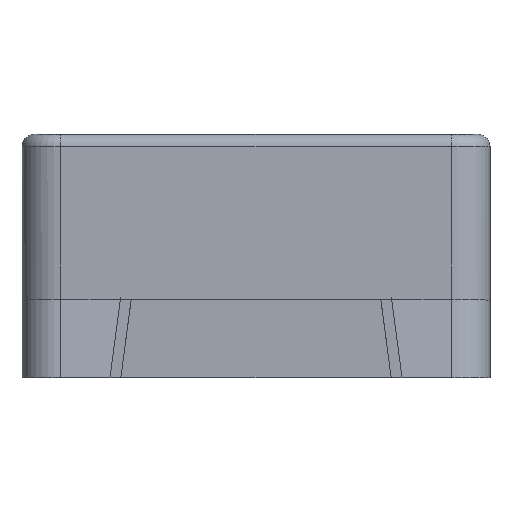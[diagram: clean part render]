
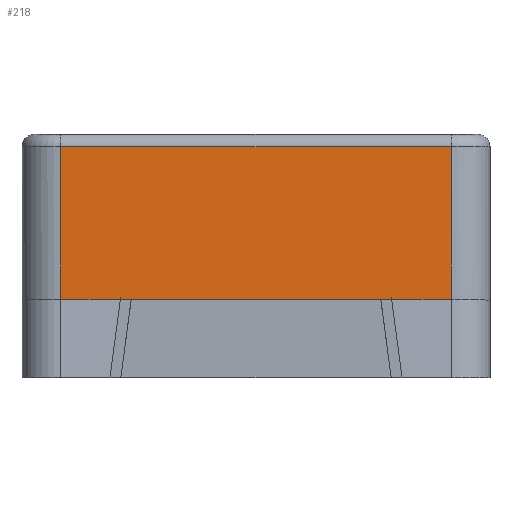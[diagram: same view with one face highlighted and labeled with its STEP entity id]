
A CAD part, front view. The second image highlights one B-rep face of the part: STEP entity #218.
In plain terms, the highlighted planar face has unit normal (0, -1, 0).
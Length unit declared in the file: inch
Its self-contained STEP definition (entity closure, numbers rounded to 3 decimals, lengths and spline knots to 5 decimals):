
#218=ADVANCED_FACE('',(#317),#290,.T.);
#290=PLANE('',#1381);
#317=FACE_OUTER_BOUND('',#388,.T.);
#388=EDGE_LOOP('',(#470,#471,#472,#473,#474,#475));
#470=ORIENTED_EDGE('',*,*,#962,.T.);
#471=ORIENTED_EDGE('',*,*,#963,.T.);
#472=ORIENTED_EDGE('',*,*,#964,.T.);
#473=ORIENTED_EDGE('',*,*,#965,.T.);
#474=ORIENTED_EDGE('',*,*,#966,.T.);
#475=ORIENTED_EDGE('',*,*,#967,.T.);
#848=VERTEX_POINT('',#1912);
#849=VERTEX_POINT('',#1913);
#850=VERTEX_POINT('',#1915);
#851=VERTEX_POINT('',#1917);
#852=VERTEX_POINT('',#1919);
#853=VERTEX_POINT('',#1921);
#962=EDGE_CURVE('',#848,#849,#1151,.T.);
#963=EDGE_CURVE('',#849,#850,#1152,.T.);
#964=EDGE_CURVE('',#850,#851,#1153,.T.);
#965=EDGE_CURVE('',#851,#852,#1154,.T.);
#966=EDGE_CURVE('',#852,#853,#1155,.T.);
#967=EDGE_CURVE('',#853,#848,#1156,.T.);
#1151=LINE('',#1911,#1269);
#1152=LINE('',#1914,#1270);
#1153=LINE('',#1916,#1271);
#1154=LINE('',#1918,#1272);
#1155=LINE('',#1920,#1273);
#1156=LINE('',#1922,#1274);
#1269=VECTOR('',#1523,1.);
#1270=VECTOR('',#1524,1.);
#1271=VECTOR('',#1525,1.);
#1272=VECTOR('',#1526,1.);
#1273=VECTOR('',#1527,1.);
#1274=VECTOR('',#1528,1.);
#1381=AXIS2_PLACEMENT_3D('',#1923,#1529,#1530);
#1523=DIRECTION('',(0.,0.,1.));
#1524=DIRECTION('',(-1.,0.,0.));
#1525=DIRECTION('',(0.,0.,-1.));
#1526=DIRECTION('',(1.,0.,0.));
#1527=DIRECTION('',(1.,0.,0.));
#1528=DIRECTION('',(1.,0.,0.));
#1529=DIRECTION('',(0.,-1.,0.));
#1530=DIRECTION('',(0.,0.,-1.));
#1911=CARTESIAN_POINT('',(0.344,0.,0.));
#1912=CARTESIAN_POINT('',(0.344,0.,0.063));
#1913=CARTESIAN_POINT('',(0.344,0.,0.185));
#1914=CARTESIAN_POINT('',(0.1875,0.,0.185));
#1915=CARTESIAN_POINT('',(0.031,0.,0.185));
#1916=CARTESIAN_POINT('',(0.031,0.,0.));
#1917=CARTESIAN_POINT('',(0.031,0.,0.063));
#1918=CARTESIAN_POINT('',(0.,0.,0.063));
#1919=CARTESIAN_POINT('',(0.07879,0.,0.063));
#1920=CARTESIAN_POINT('',(0.0705,0.,0.063));
#1921=CARTESIAN_POINT('',(0.29621,0.,0.063));
#1922=CARTESIAN_POINT('',(0.3045,0.,0.063));
#1923=CARTESIAN_POINT('',(0.1875,0.,0.));
